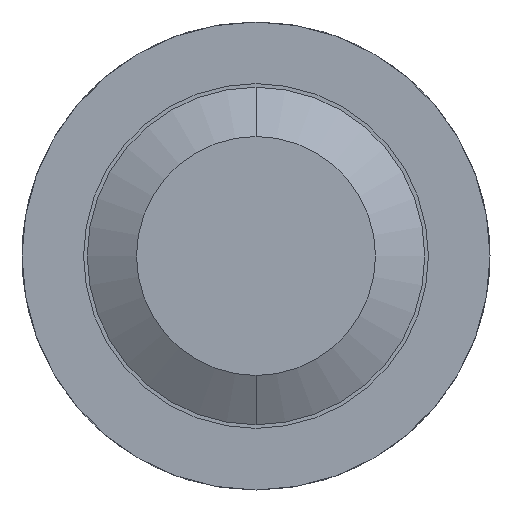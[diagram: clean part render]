
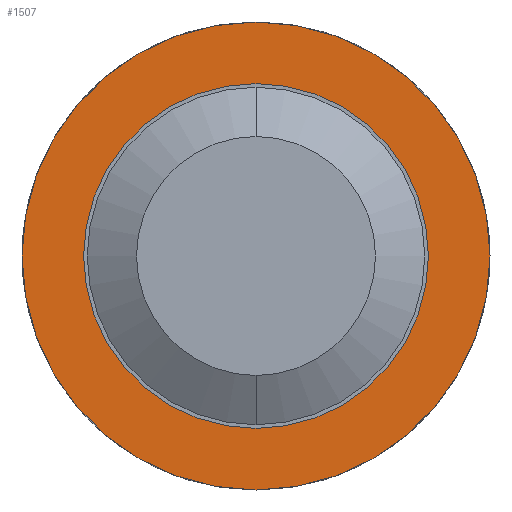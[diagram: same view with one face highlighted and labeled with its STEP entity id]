
A CAD part, front view. The second image highlights one B-rep face of the part: STEP entity #1507.
In plain terms, the highlighted planar face has unit normal (0, -1, 0).
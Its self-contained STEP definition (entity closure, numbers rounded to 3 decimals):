
#13 = ORIENTED_EDGE ( 'NONE', *, *, #1539, .T. ) ;
#114 = DIRECTION ( 'NONE',  ( 0., 1., 0. ) ) ;
#159 = ORIENTED_EDGE ( 'NONE', *, *, #2426, .F. ) ;
#263 = AXIS2_PLACEMENT_3D ( 'NONE', #1442, #1665, #2755 ) ;
#337 = PLANE ( 'NONE',  #263 ) ;
#347 = VERTEX_POINT ( 'NONE', #1320 ) ;
#465 = CARTESIAN_POINT ( 'NONE',  ( 0., -2.5, 0. ) ) ;
#483 = CIRCLE ( 'NONE', #1641, 0.95 ) ;
#914 = CARTESIAN_POINT ( 'NONE',  ( 0., -2.5, 0. ) ) ;
#915 = DIRECTION ( 'NONE',  ( 0., 1., 0. ) ) ;
#1074 = VERTEX_POINT ( 'NONE', #3092 ) ;
#1092 = FACE_BOUND ( 'NONE', #1566, .T. ) ;
#1133 = ORIENTED_EDGE ( 'NONE', *, *, #1178, .F. ) ;
#1176 = VERTEX_POINT ( 'NONE', #2617 ) ;
#1178 = EDGE_CURVE ( 'Defeature ausgef�hrt3_8+Defeature ausgef�hrt3_9+Defeature ausgef�hrt3_9+Defeature ausgef�hrt3_9', #1074, #1176, #2564, .T. ) ;
#1228 = DIRECTION ( 'NONE',  ( 0., 1., 0. ) ) ;
#1231 = DIRECTION ( 'NONE',  ( 0., 0., 1. ) ) ;
#1320 = CARTESIAN_POINT ( 'NONE',  ( 0., -2.5, 0.685 ) ) ;
#1424 = ORIENTED_EDGE ( 'NONE', *, *, #2768, .T. ) ;
#1442 = CARTESIAN_POINT ( 'NONE',  ( 0.95, -2.5, 0. ) ) ;
#1507 = ADVANCED_FACE ( 'Defeature ausgef�hrt3_9', ( #2531, #1092 ), #337, .F. ) ;
#1536 = DIRECTION ( 'NONE',  ( 0., 0., 1. ) ) ;
#1539 = EDGE_CURVE ( 'Defeature ausgef�hrt3_9+Defeature ausgef�hrt3_3+Defeature ausgef�hrt3_3+Defeature ausgef�hrt3_3', #347, #1778, #3214, .T. ) ;
#1566 = EDGE_LOOP ( 'NONE', ( #13, #1424 ) ) ;
#1641 = AXIS2_PLACEMENT_3D ( 'NONE', #465, #114, #3416 ) ;
#1665 = DIRECTION ( 'NONE',  ( 0., 1., 0. ) ) ;
#1778 = VERTEX_POINT ( 'NONE', #2932 ) ;
#1780 = CARTESIAN_POINT ( 'NONE',  ( 0., -2.5, 0. ) ) ;
#1813 = DIRECTION ( 'NONE',  ( 0., 1., 0. ) ) ;
#1906 = AXIS2_PLACEMENT_3D ( 'NONE', #3087, #915, #2205 ) ;
#1996 = AXIS2_PLACEMENT_3D ( 'NONE', #914, #1228, #1536 ) ;
#2205 = DIRECTION ( 'NONE',  ( 0., 0., 1. ) ) ;
#2426 = EDGE_CURVE ( 'Defeature ausgef�hrt3_8+Defeature ausgef�hrt3_9+Defeature ausgef�hrt3_9+Defeature ausgef�hrt3_9', #1176, #1074, #483, .T. ) ;
#2531 = FACE_OUTER_BOUND ( 'NONE', #2574, .T. ) ;
#2564 = CIRCLE ( 'NONE', #3264, 0.95 ) ;
#2574 = EDGE_LOOP ( 'NONE', ( #159, #1133 ) ) ;
#2617 = CARTESIAN_POINT ( 'NONE',  ( 0., -2.5, 0.95 ) ) ;
#2706 = CIRCLE ( 'NONE', #1906, 0.685 ) ;
#2755 = DIRECTION ( 'NONE',  ( 0., 0., 1. ) ) ;
#2768 = EDGE_CURVE ( 'Defeature ausgef�hrt3_9+Defeature ausgef�hrt3_3+Defeature ausgef�hrt3_3+Defeature ausgef�hrt3_3', #1778, #347, #2706, .T. ) ;
#2932 = CARTESIAN_POINT ( 'NONE',  ( 0., -2.5, -0.685 ) ) ;
#3087 = CARTESIAN_POINT ( 'NONE',  ( 0., -2.5, 0. ) ) ;
#3092 = CARTESIAN_POINT ( 'NONE',  ( 0., -2.5, -0.95 ) ) ;
#3214 = CIRCLE ( 'NONE', #1996, 0.685 ) ;
#3264 = AXIS2_PLACEMENT_3D ( 'NONE', #1780, #1813, #1231 ) ;
#3416 = DIRECTION ( 'NONE',  ( 0., 0., 1. ) ) ;
